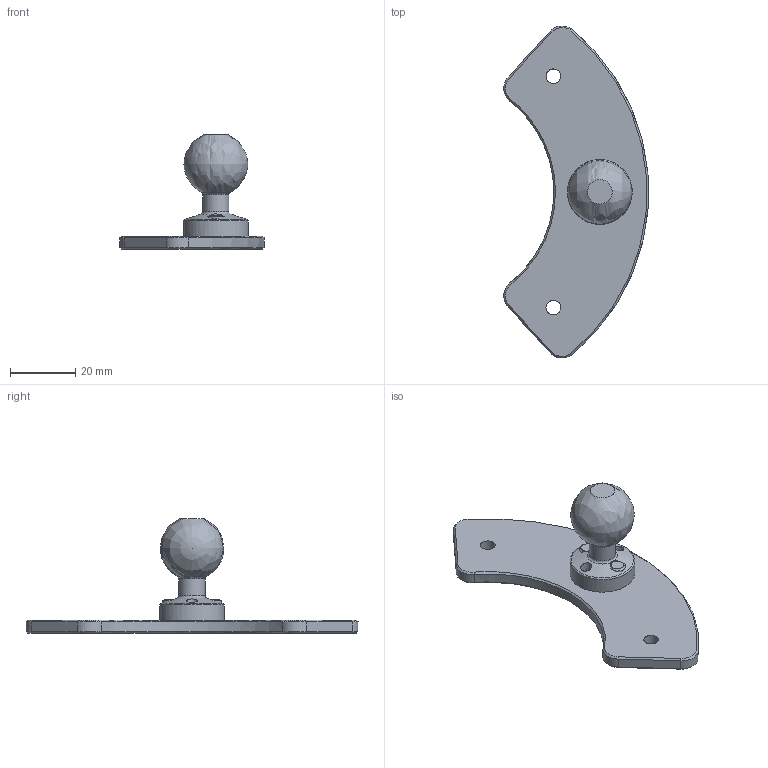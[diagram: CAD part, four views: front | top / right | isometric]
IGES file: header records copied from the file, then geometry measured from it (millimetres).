
Global section: file name: Halter BEK-R70 Kugelkopf; native system: Autodesk Inventor 2020; preprocessor: unknown; author: S. Sandt; organization: di-soric GmbH & Co. KG; date: 20200227.135153; units: millimetre
Bounding box: 44.15 x 101.47 x 35 mm (x, y, z)
Volume: 16936.3 mm3; surface area: 9544.1 mm2
Topology: 4 solids, 4 shells, 76 faces, 209 edges, 138 vertices
Faces by surface type: bspline 76
